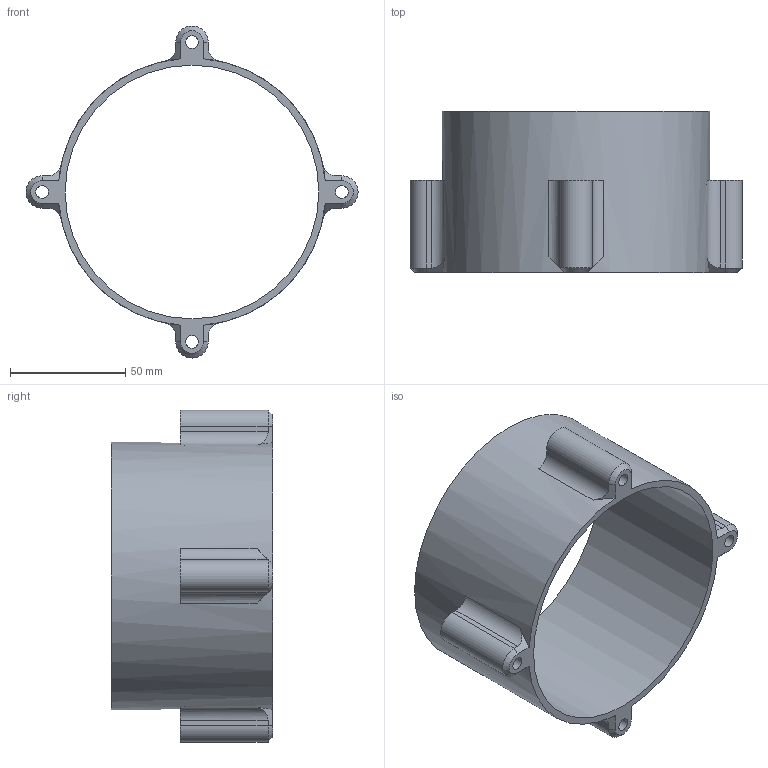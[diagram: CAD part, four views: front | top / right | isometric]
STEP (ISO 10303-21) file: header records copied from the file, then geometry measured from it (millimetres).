
FILE_DESCRIPTION(/* description */ (''),/* implementation_level */ '2;1');
FILE_NAME(/* name */ 'sidewall.stp',/* time_stamp */ '2025-07-14T01:27:28-07:00',/* author */ ('devan'),/* organization */ (''),/* preprocessor_version */ 'ST-DEVELOPER v20',/* originating_system */ 'Autodesk Inventor 2025',/* authorisation */ '');
FILE_SCHEMA (('AUTOMOTIVE_DESIGN { 1 0 10303 214 3 1 1 }'));
Length unit declared in the file: millimetre
Products named in the file (1): sidewall
Bounding box: 144 x 70 x 144 mm (x, y, z)
Volume: 100271.9 mm3; surface area: 58851.2 mm2
Topology: 1 solids, 1 shells, 44 faces, 118 edges, 76 vertices
Faces by surface type: plane 22, cylinder 18, cone 4
Full cylindrical faces by diameter (mm): 5.5 x4, 110 x1, 116 x1
Entity records: 1457 total; most frequent: DIRECTION 264, CARTESIAN_POINT 239, ORIENTED_EDGE 236, EDGE_CURVE 118, AXIS2_PLACEMENT_3D 101, VERTEX_POINT 76, LINE 62, VECTOR 62
